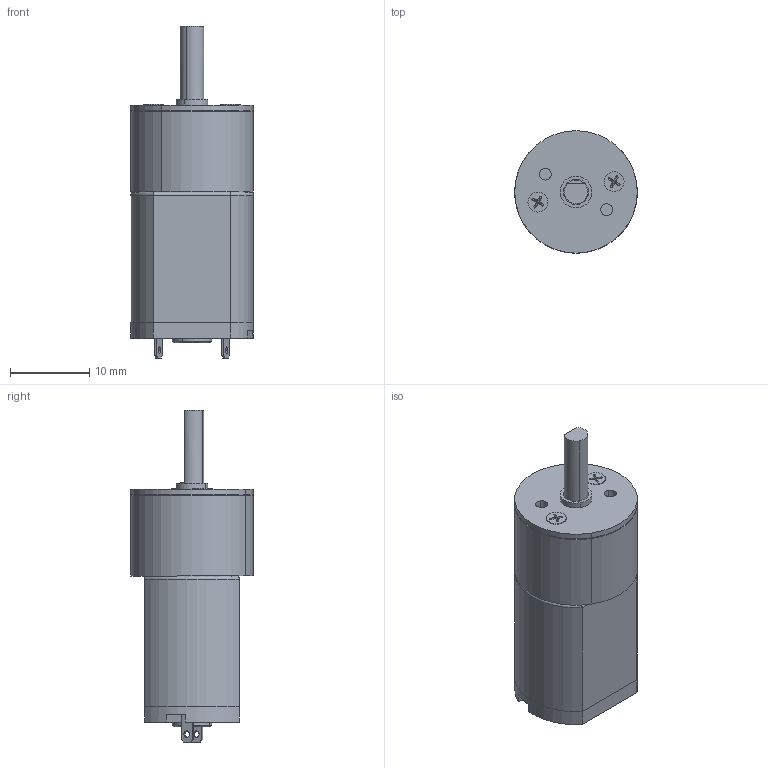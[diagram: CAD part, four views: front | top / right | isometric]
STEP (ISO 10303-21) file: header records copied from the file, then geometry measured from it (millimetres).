
FILE_DESCRIPTION (( 'STEP AP214' ), '1' );
FILE_NAME ('15.5d-metal-gearmotor.step', '2016-02-24T18:51:20', ( '' ), ( '' ), 'SwSTEP 2.0', 'SolidWorks 2015', '' );
FILE_SCHEMA (( 'AUTOMOTIVE_DESIGN' ));
Length unit declared in the file: millimetre
Products named in the file (1): 15.5d-metal-gearmotor
Bounding box: 15.5 x 15.5 x 42 mm (x, y, z)
Volume: 5103.1 mm3; surface area: 2757.5 mm2
Topology: 3 solids, 3 shells, 415 faces, 1036 edges, 668 vertices
Faces by surface type: plane 275, bspline 98, cylinder 34, cone 6, torus 2
Entity records: 19868 total; most frequent: CARTESIAN_POINT 6026, ORIENTED_EDGE 2072, DIRECTION 1552, EDGE_CURVE 1036, VECTOR 756, LINE 756, VERTEX_POINT 668, EDGE_LOOP 460
